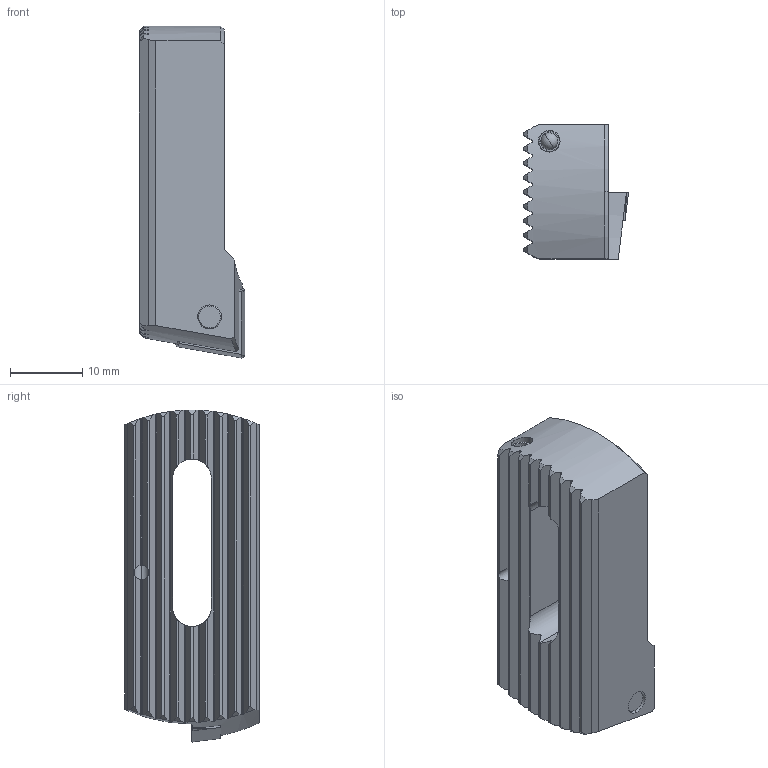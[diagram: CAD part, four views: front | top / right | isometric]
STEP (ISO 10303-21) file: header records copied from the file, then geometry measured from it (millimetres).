
FILE_DESCRIPTION (( 'STEP AP203' ), '1' );
FILE_NAME ('B56.048.009.014.STEP', '2018-02-21T15:03:55', ( 'SWIAdmin' ), ( 'Hewlett-Packard Company' ), 'SwSTEP 2.0', 'SolidWorks 2017', '' );
FILE_SCHEMA (( 'CONFIG_CONTROL_DESIGN' ));
Length unit declared in the file: millimetre
Products named in the file (5): WCB-ER2.001.009_A; KVT_MB_600_030; B56.048.009.014; BV2-WCB.K11.014_B; CCMT09T304
Assembly tree (4 placements, depth 2):
  B56.048.009.014
    BV2-WCB.K11.014_B
    CCMT09T304
    WCB-ER2.001.009_A
    KVT_MB_600_030
Bounding box: 14.58 x 18.6 x 46 mm (x, y, z)
Volume: 5757.9 mm3; surface area: 4615.2 mm2
Topology: 5 solids, 5 shells, 444 faces, 1177 edges, 739 vertices
Faces by surface type: plane 210, cylinder 77, bspline 77, cone 68, torus 8, sphere 4
Entity records: 18304 total; most frequent: CARTESIAN_POINT 7812, ORIENTED_EDGE 2320, DIRECTION 1707, EDGE_CURVE 1160, VERTEX_POINT 736, LINE 621, VECTOR 621, AXIS2_PLACEMENT_3D 543
